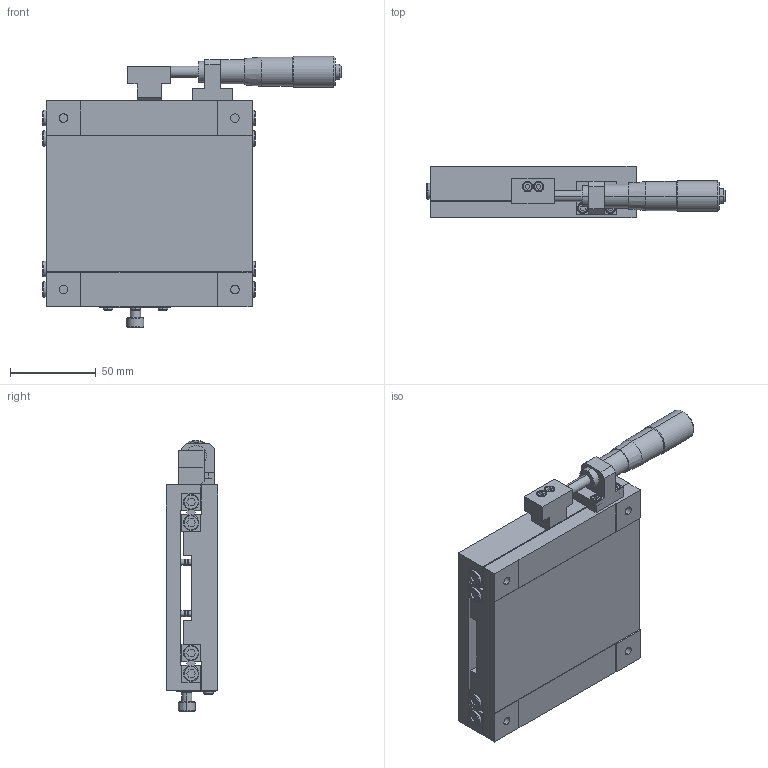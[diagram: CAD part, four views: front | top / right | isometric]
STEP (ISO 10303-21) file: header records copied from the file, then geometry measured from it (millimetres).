
FILE_DESCRIPTION (( 'STEP AP203' ), '1' );
FILE_NAME ('MX120-AS.STEP', '2008-08-02T03:54:54', ( '陳志豪' ), ( '高明鐵企業股份有限公司' ), 'SwSTEP 2.0', 'SolidWorks 2007', '' );
FILE_SCHEMA (( 'CONFIG_CONTROL_DESIGN' ));
Length unit declared in the file: millimetre
Products named in the file (1): MX120-AS
Bounding box: 174 x 30 x 158.2 mm (x, y, z)
Volume: 413549.9 mm3; surface area: 110271.6 mm2
Topology: 8 solids, 8 shells, 811 faces, 2064 edges, 1356 vertices
Faces by surface type: plane 482, cylinder 194, bspline 91, cone 44
Entity records: 29449 total; most frequent: CARTESIAN_POINT 9851, ORIENTED_EDGE 4128, DIRECTION 3770, EDGE_CURVE 2064, VECTOR 1436, LINE 1436, VERTEX_POINT 1356, AXIS2_PLACEMENT_3D 1167
